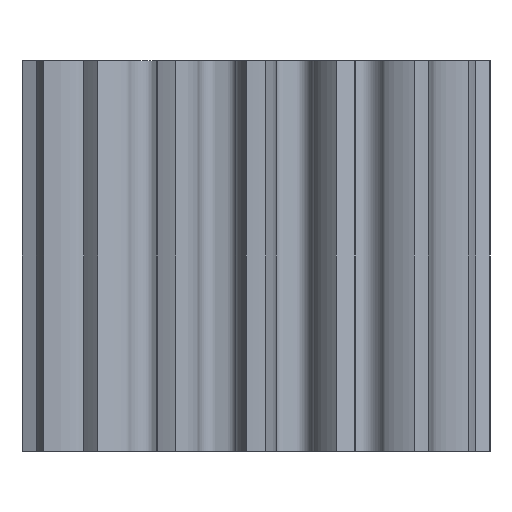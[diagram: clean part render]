
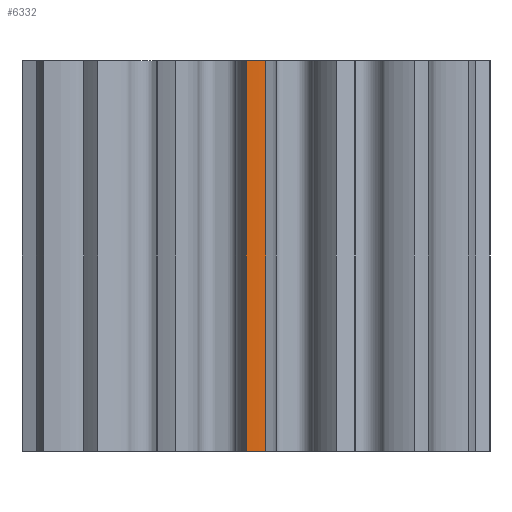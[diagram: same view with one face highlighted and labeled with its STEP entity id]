
A CAD part, left-side view. The second image highlights one B-rep face of the part: STEP entity #6332.
In plain terms, the highlighted cylindrical face has radius 11.43 mm (diameter 22.86 mm), a partial arc.
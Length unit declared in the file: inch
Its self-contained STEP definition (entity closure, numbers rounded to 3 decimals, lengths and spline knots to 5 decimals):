
#662 = FACE_OUTER_BOUND ( 'NONE', #15233, .T. ) ;
#757 = VERTEX_POINT ( 'NONE', #11175 ) ;
#812 = AXIS2_PLACEMENT_3D ( 'NONE', #10794, #15804, #8330 ) ;
#1711 = CARTESIAN_POINT ( 'NONE',  ( -0.44959, -0.01914, 0.375 ) ) ;
#1916 = EDGE_CURVE ( 'NONE', #3506, #757, #11510, .T. ) ;
#2998 = VERTEX_POINT ( 'NONE', #1711 ) ;
#3506 = VERTEX_POINT ( 'NONE', #15085 ) ;
#4615 = ORIENTED_EDGE ( 'NONE', *, *, #13287, .T. ) ;
#5269 = CIRCLE ( 'NONE', #8370, 0.45 ) ;
#6020 = EDGE_CURVE ( 'NONE', #6778, #2998, #5269, .T. ) ;
#6025 = CARTESIAN_POINT ( 'NONE',  ( 0., 0., 0.375 ) ) ;
#6332 = ADVANCED_FACE ( 'NONE', ( #662 ), #8497, .T. ) ;
#6775 = DIRECTION ( 'NONE',  ( 0., 0., -1. ) ) ;
#6778 = VERTEX_POINT ( 'NONE', #14038 ) ;
#7329 = DIRECTION ( 'NONE',  ( 0.556, -0.831, 0. ) ) ;
#8083 = AXIS2_PLACEMENT_3D ( 'NONE', #9933, #14939, #8699 ) ;
#8158 = CARTESIAN_POINT ( 'NONE',  ( -0.44959, 0.01914, 0.375 ) ) ;
#8192 = VECTOR ( 'NONE', #13115, 39.37008 ) ;
#8330 = DIRECTION ( 'NONE',  ( -0.556, 0.831, 0. ) ) ;
#8370 = AXIS2_PLACEMENT_3D ( 'NONE', #6025, #10850, #7329 ) ;
#8497 = CYLINDRICAL_SURFACE ( 'NONE', #812, 0.45 ) ;
#8699 = DIRECTION ( 'NONE',  ( 0.556, -0.831, 0. ) ) ;
#8934 = ORIENTED_EDGE ( 'NONE', *, *, #10222, .F. ) ;
#9391 = LINE ( 'NONE', #8158, #10690 ) ;
#9393 = ORIENTED_EDGE ( 'NONE', *, *, #6020, .F. ) ;
#9509 = CARTESIAN_POINT ( 'NONE',  ( -0.44959, -0.01914, 0.375 ) ) ;
#9933 = CARTESIAN_POINT ( 'NONE',  ( 0., 0., -0.375 ) ) ;
#10222 = EDGE_CURVE ( 'NONE', #2998, #757, #15587, .T. ) ;
#10690 = VECTOR ( 'NONE', #6775, 39.37008 ) ;
#10794 = CARTESIAN_POINT ( 'NONE',  ( 0., 0., 0.375 ) ) ;
#10850 = DIRECTION ( 'NONE',  ( 0., 0., 1. ) ) ;
#11175 = CARTESIAN_POINT ( 'NONE',  ( -0.44959, -0.01914, -0.375 ) ) ;
#11510 = CIRCLE ( 'NONE', #8083, 0.45 ) ;
#12484 = ORIENTED_EDGE ( 'NONE', *, *, #1916, .T. ) ;
#13115 = DIRECTION ( 'NONE',  ( 0., 0., -1. ) ) ;
#13287 = EDGE_CURVE ( 'NONE', #6778, #3506, #9391, .T. ) ;
#14038 = CARTESIAN_POINT ( 'NONE',  ( -0.44959, 0.01914, 0.375 ) ) ;
#14939 = DIRECTION ( 'NONE',  ( 0., 0., 1. ) ) ;
#15085 = CARTESIAN_POINT ( 'NONE',  ( -0.44959, 0.01914, -0.375 ) ) ;
#15233 = EDGE_LOOP ( 'NONE', ( #12484, #8934, #9393, #4615 ) ) ;
#15587 = LINE ( 'NONE', #9509, #8192 ) ;
#15804 = DIRECTION ( 'NONE',  ( 0., 0., -1. ) ) ;
